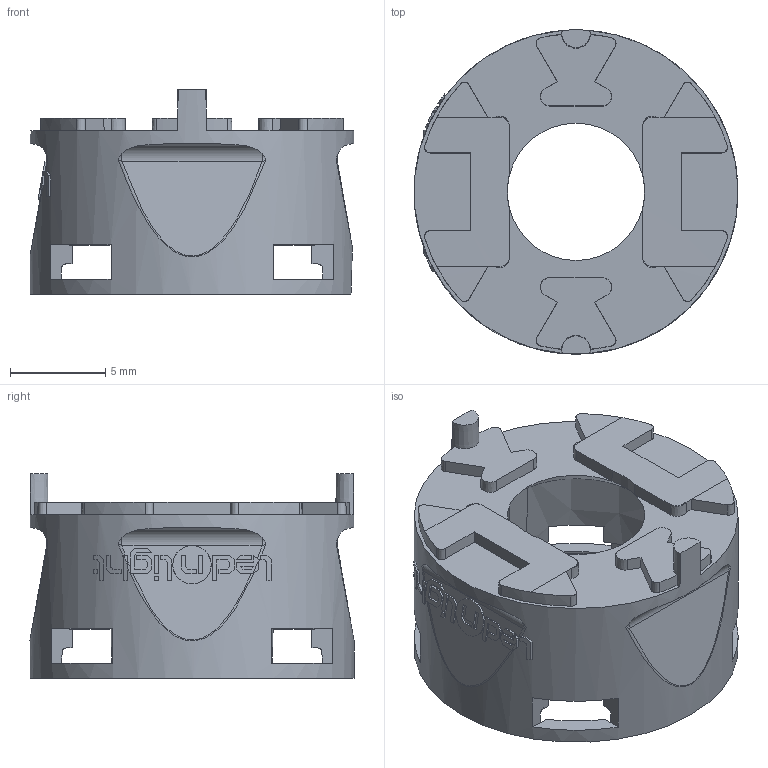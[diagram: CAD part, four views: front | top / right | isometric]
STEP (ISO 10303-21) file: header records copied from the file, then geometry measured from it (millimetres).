
FILE_DESCRIPTION(('STEP AP214'),'1');
FILE_NAME('211015_X74609_3D_LLH01BBA_Ind2.stp','2021-10-18T07:04:04',(' '),(' '),'Spatial InterOp 3D',' ',' ');
FILE_SCHEMA(('AUTOMOTIVE_DESIGN { 1 0 10303 214 1 1 1 1 }'));
Length unit declared in the file: millimetre
Products named in the file (1): 211015_X74609_3D_LLH01BBA_Ind2
Bounding box: 17 x 17 x 10.75 mm (x, y, z)
Volume: 487.2 mm3; surface area: 1251.6 mm2
Topology: 1 solids, 1 shells, 388 faces, 1090 edges, 705 vertices
Faces by surface type: plane 238, cone 61, cylinder 32, bspline 30, torus 17, sphere 8, extrusion 2
Full cylindrical faces by diameter (mm): 17 x1
Entity records: 17079 total; most frequent: CARTESIAN_POINT 4236, ORIENTED_EDGE 2156, DIRECTION 1899, EDGE_CURVE 1078, VERTEX_POINT 703, AXIS2_PLACEMENT_3D 692, VECTOR 515, LINE 513
